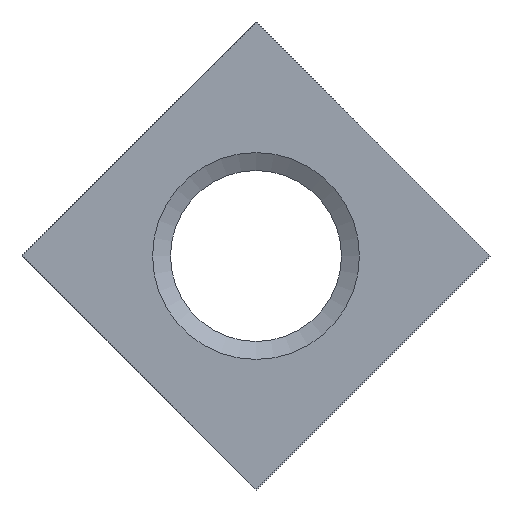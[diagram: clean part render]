
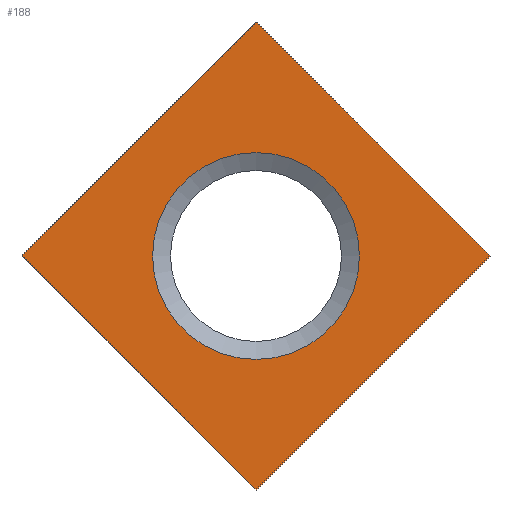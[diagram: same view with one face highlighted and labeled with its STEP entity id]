
A CAD part, left-side view. The second image highlights one B-rep face of the part: STEP entity #188.
In plain terms, the highlighted planar face has unit normal (-1, 0, 0).
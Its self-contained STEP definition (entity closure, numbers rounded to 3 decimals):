
#23=LINE('',#296,#31);
#24=LINE('',#298,#32);
#25=LINE('',#300,#33);
#26=LINE('',#301,#34);
#31=VECTOR('',#248,8.);
#32=VECTOR('',#249,8.);
#33=VECTOR('',#250,8.);
#34=VECTOR('',#251,8.);
#40=PLANE('',#211);
#50=FACE_BOUND('',#73,.T.);
#55=FACE_OUTER_BOUND('',#72,.T.);
#72=EDGE_LOOP('',(#141,#142,#143,#144));
#73=EDGE_LOOP('',(#145));
#89=CIRCLE('',#210,2.5);
#97=VERTEX_POINT('',#291);
#98=VERTEX_POINT('',#294);
#99=VERTEX_POINT('',#295);
#100=VERTEX_POINT('',#297);
#101=VERTEX_POINT('',#299);
#113=EDGE_CURVE('',#97,#97,#89,.T.);
#114=EDGE_CURVE('',#98,#99,#23,.T.);
#115=EDGE_CURVE('',#99,#100,#24,.T.);
#116=EDGE_CURVE('',#100,#101,#25,.T.);
#117=EDGE_CURVE('',#101,#98,#26,.T.);
#141=ORIENTED_EDGE('',*,*,#114,.T.);
#142=ORIENTED_EDGE('',*,*,#115,.T.);
#143=ORIENTED_EDGE('',*,*,#116,.T.);
#144=ORIENTED_EDGE('',*,*,#117,.T.);
#145=ORIENTED_EDGE('',*,*,#113,.F.);
#188=ADVANCED_FACE('',(#55,#50),#40,.F.);
#210=AXIS2_PLACEMENT_3D('',#292,#244,#245);
#211=AXIS2_PLACEMENT_3D('',#293,#246,#247);
#244=DIRECTION('center_axis',(-1.,0.,0.));
#245=DIRECTION('ref_axis',(0.,0.,-1.));
#246=DIRECTION('center_axis',(1.,0.,0.));
#247=DIRECTION('ref_axis',(0.,0.,-1.));
#248=DIRECTION('',(0.,-0.707,0.707));
#249=DIRECTION('',(0.,0.707,0.707));
#250=DIRECTION('',(0.,0.707,-0.707));
#251=DIRECTION('',(0.,-0.707,-0.707));
#291=CARTESIAN_POINT('',(0.,0.,2.5));
#292=CARTESIAN_POINT('Origin',(0.,0.,0.));
#293=CARTESIAN_POINT('Origin',(0.,0.,0.));
#294=CARTESIAN_POINT('',(0.,0.,-5.657));
#295=CARTESIAN_POINT('',(0.,-5.657,0.));
#296=CARTESIAN_POINT('',(0.,0.,-5.657));
#297=CARTESIAN_POINT('',(0.,0.,5.657));
#298=CARTESIAN_POINT('',(0.,-5.657,0.));
#299=CARTESIAN_POINT('',(0.,5.657,0.));
#300=CARTESIAN_POINT('',(0.,0.,5.657));
#301=CARTESIAN_POINT('',(0.,5.657,0.));
